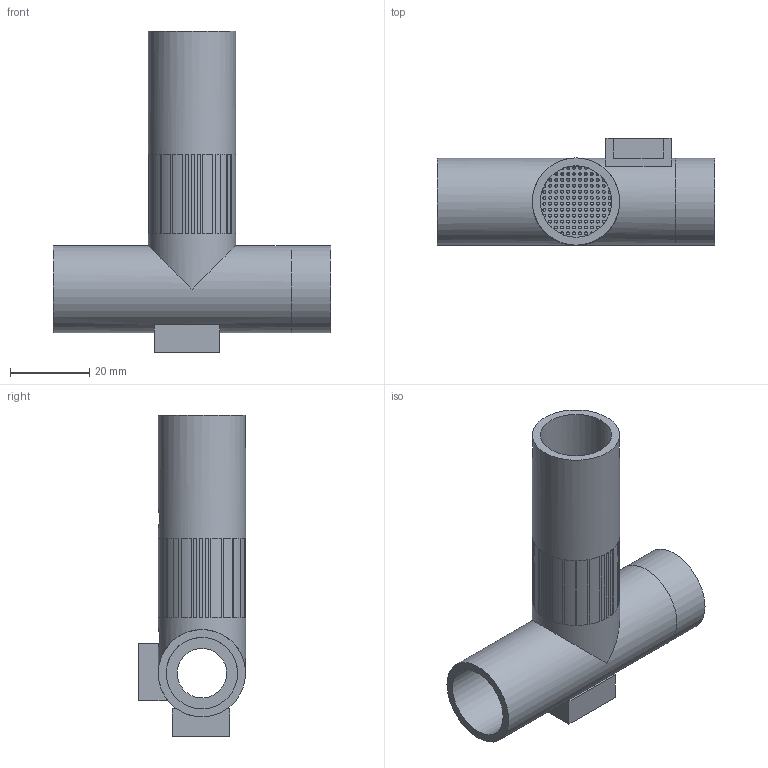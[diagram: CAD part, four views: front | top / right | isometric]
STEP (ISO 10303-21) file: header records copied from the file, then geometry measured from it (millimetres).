
FILE_DESCRIPTION(('FreeCAD Model'),'2;1');
FILE_NAME('20200327-pneumotachogtaph-tee-v4-0.75x1.5.step','2020-03-27T20:51:47',('Author'),(''), 'Open CASCADE STEP processor 7.3','FreeCAD','Unknown');
FILE_SCHEMA(('AUTOMOTIVE_DESIGN { 1 0 10303 214 1 1 1 1 }'));
Length unit declared in the file: millimetre
Products named in the file (1): Fusion002
Bounding box: 70 x 27 x 81 mm (x, y, z)
Volume: 21927.5 mm3; surface area: 21666.2 mm2
Topology: 1 solids, 1 shells, 192 faces, 628 edges, 451 vertices
Faces by surface type: cylinder 161, plane 31
Full cylindrical faces by diameter (mm): 0.74 x106, 4.9 x2, 12.5 x1, 18 x3, 22 x2
Entity records: 18934 total; most frequent: CARTESIAN_POINT 4580, DIRECTION 2457, ORIENTED_EDGE 1254, PCURVE 1254, DEFINITIONAL_REPRESENTATION 1254, LINE 1078, VECTOR 1078, CIRCLE 633
